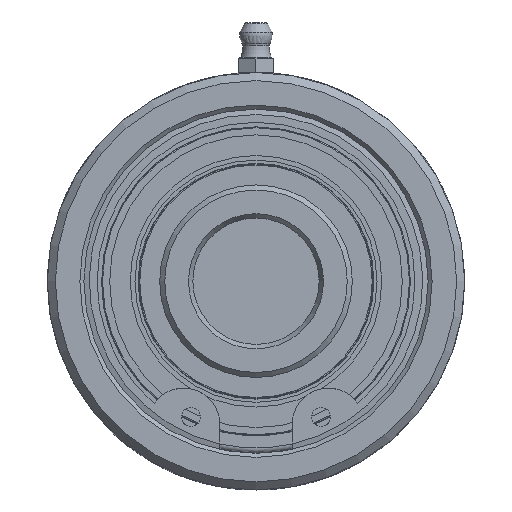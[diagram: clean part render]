
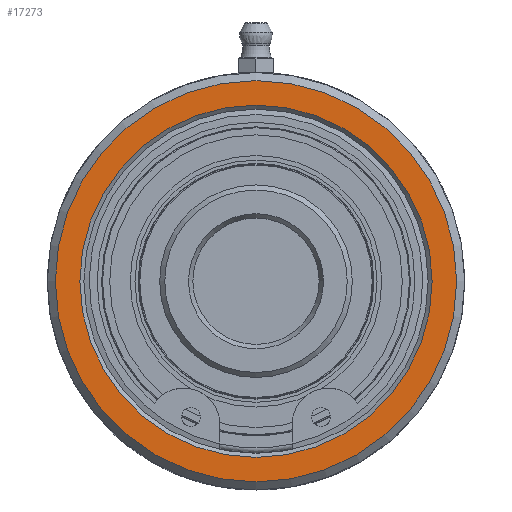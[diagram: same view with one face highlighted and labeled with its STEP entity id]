
A CAD part, left-side view. The second image highlights one B-rep face of the part: STEP entity #17273.
In plain terms, the highlighted planar face has unit normal (-1, 0, 0).
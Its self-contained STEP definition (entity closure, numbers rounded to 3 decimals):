
#860=PLANE('',#18311);
#981=FACE_BOUND('',#3488,.T.);
#1429=CIRCLE('',#18310,39.7);
#1430=CIRCLE('',#18312,34.85);
#2415=FACE_OUTER_BOUND('',#3487,.T.);
#3487=EDGE_LOOP('',(#15484));
#3488=EDGE_LOOP('',(#15485));
#8193=VERTEX_POINT('',#38565);
#8194=VERTEX_POINT('',#38569);
#10653=EDGE_CURVE('',#8193,#8193,#1429,.T.);
#10654=EDGE_CURVE('',#8194,#8194,#1430,.T.);
#15484=ORIENTED_EDGE('',*,*,#10653,.F.);
#15485=ORIENTED_EDGE('',*,*,#10654,.F.);
#17273=ADVANCED_FACE('',(#2415,#981),#860,.F.);
#18310=AXIS2_PLACEMENT_3D('',#38567,#21323,#21324);
#18311=AXIS2_PLACEMENT_3D('',#38568,#21325,#21326);
#18312=AXIS2_PLACEMENT_3D('',#38570,#21327,#21328);
#21323=DIRECTION('center_axis',(1.,0.,0.));
#21324=DIRECTION('ref_axis',(0.,0.,
1.));
#21325=DIRECTION('center_axis',(1.,0.,0.));
#21326=DIRECTION('ref_axis',(0.,0.,
1.));
#21327=DIRECTION('center_axis',(-1.,0.,0.));
#21328=DIRECTION('ref_axis',(0.,0.,
-1.));
#38565=CARTESIAN_POINT('',(42.01,0.,-39.7));
#38567=CARTESIAN_POINT('Origin',(42.01,0.,0.));
#38568=CARTESIAN_POINT('Origin',(42.01,0.,-20.65));
#38569=CARTESIAN_POINT('',(42.01,0.,34.85));
#38570=CARTESIAN_POINT('Origin',(42.01,0.,0.));
